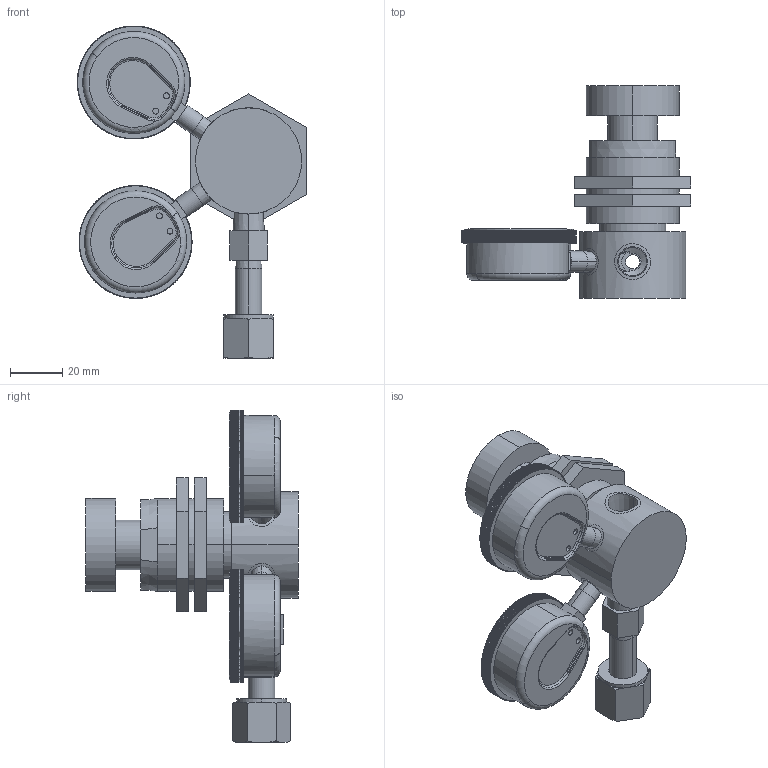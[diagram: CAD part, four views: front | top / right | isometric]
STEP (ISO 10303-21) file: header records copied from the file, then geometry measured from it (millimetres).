
FILE_DESCRIPTION((''),'2;1');
FILE_NAME('M3552-180_ASM','2019-03-04T',('dlachman'),('MATHESON TRI-GAS'),'CREO PARAMETRIC BY PTC INC, 2018220','CREO PARAMETRIC BY PTC INC, 2018220','');
FILE_SCHEMA(('CONFIG_CONTROL_DESIGN'));
Length unit declared in the file: inch
Products named in the file (9): MREG-5019-SA; MBUS-0064-BA; MCNN-0206-BA; MGAG-0155-BO_BODY; MGAG-0155-BO_NEEDLE; MGAG-0155-BO_PART2; MGAG-0012-BA_ASM; MGAG-0155-BO_ASM; M3552-180_ASM
Assembly tree (11 placements, depth 3):
  M3552-180_ASM
    MREG-5019-SA
    MBUS-0064-BA
    MCNN-0206-BA
    MGAG-0012-BA_ASM
      MGAG-0155-BO_BODY
      MGAG-0155-BO_NEEDLE
      MGAG-0155-BO_PART2
    MGAG-0155-BO_ASM
      MGAG-0155-BO_BODY
      MGAG-0155-BO_NEEDLE
      MGAG-0155-BO_PART2
Bounding box: 87.78 x 81.28 x 127.09 mm (x, y, z)
Volume: 125655.6 mm3; surface area: 40388.3 mm2
Topology: 9 solids, 13 shells, 2439 faces, 7130 edges, 4743 vertices
Faces by surface type: cylinder 2266, plane 109, torus 40, cone 24
Entity records: 45016 total; most frequent: CARTESIAN_POINT 9043, DIRECTION 8352, ORIENTED_EDGE 7440, EDGE_CURVE 3727, AXIS2_PLACEMENT_3D 3535, VERTEX_POINT 2476, CIRCLE 2219, EDGE_LOOP 1322
